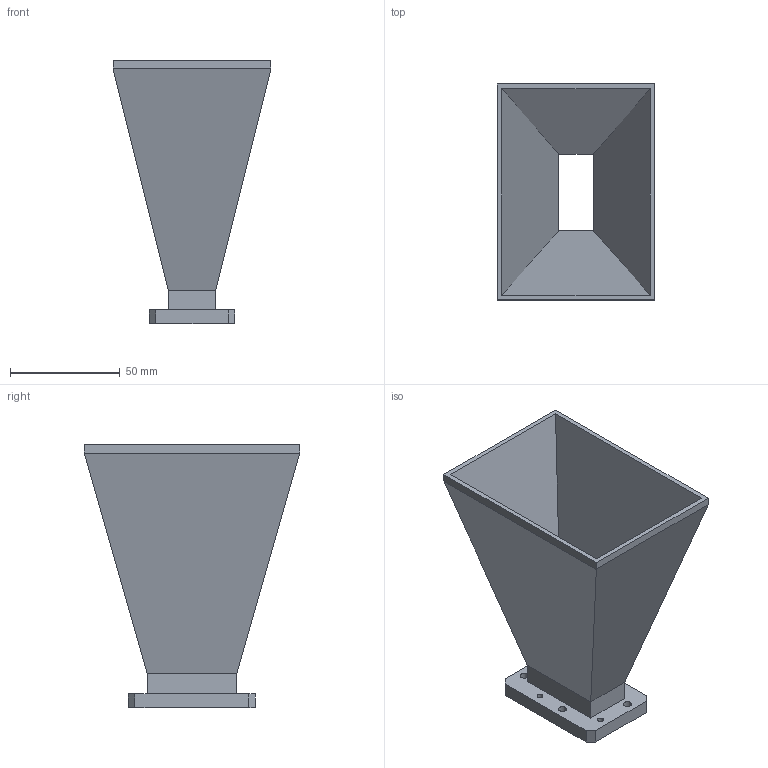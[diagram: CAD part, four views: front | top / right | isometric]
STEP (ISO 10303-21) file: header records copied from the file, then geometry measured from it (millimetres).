
FILE_DESCRIPTION (( 'STEP AP214' ), '1' );
FILE_NAME ('PEWAN137-15.step', '2021-09-15T18:26:04', ( '' ), ( '' ), 'SwSTEP 2.0', 'SolidWorks 2021', '' );
FILE_SCHEMA (( 'AUTOMOTIVE_DESIGN' ));
Length unit declared in the file: millimetre
Products named in the file (1): PEWAN137-15
Bounding box: 71.94 x 98.41 x 120 mm (x, y, z)
Volume: 94365.1 mm3; surface area: 56123.8 mm2
Topology: 1 solids, 1 shells, 51 faces, 144 edges, 97 vertices
Faces by surface type: plane 34, cylinder 16, bspline 1
Entity records: 1859 total; most frequent: CARTESIAN_POINT 340, ORIENTED_EDGE 288, DIRECTION 274, EDGE_CURVE 144, VECTOR 108, LINE 108, VERTEX_POINT 97, AXIS2_PLACEMENT_3D 83
